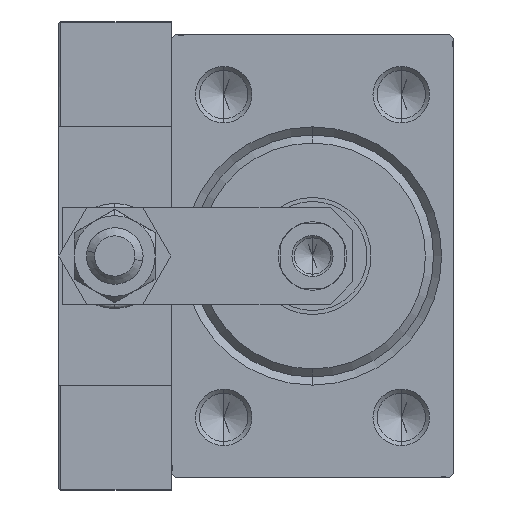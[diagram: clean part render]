
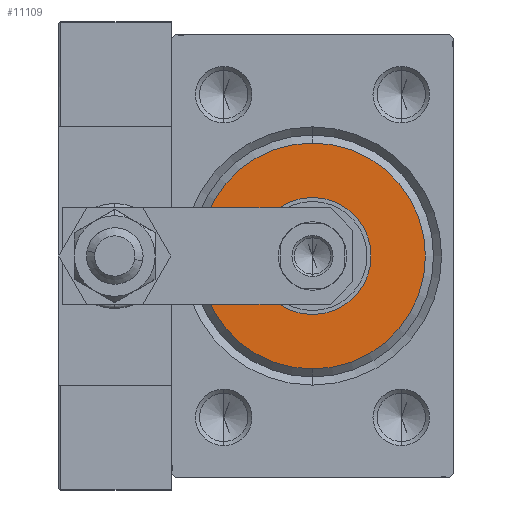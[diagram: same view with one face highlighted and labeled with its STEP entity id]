
A CAD part, left-side view. The second image highlights one B-rep face of the part: STEP entity #11109.
In plain terms, the highlighted face is planar.
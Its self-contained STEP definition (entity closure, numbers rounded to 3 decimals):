
#72 = ORIENTED_EDGE ( 'NONE', *, *, #40596, .F. ) ;
#839 = DIRECTION ( 'NONE',  ( 0., 0., -1. ) ) ;
#959 = EDGE_CURVE ( 'NONE', #6326, #30860, #51129, .T. ) ;
#1281 = CIRCLE ( 'NONE', #43054, 14. ) ;
#3205 = CIRCLE ( 'NONE', #35743, 14. ) ;
#3628 = ORIENTED_EDGE ( 'NONE', *, *, #50082, .T. ) ;
#4263 = DIRECTION ( 'NONE',  ( 1., 0., 0. ) ) ;
#4560 = ORIENTED_EDGE ( 'NONE', *, *, #959, .F. ) ;
#6326 = VERTEX_POINT ( 'NONE', #25846 ) ;
#8394 = DIRECTION ( 'NONE',  ( 0., 0., -1. ) ) ;
#11109 = ADVANCED_FACE ( 'NONE', ( #24023, #47321 ), #23266, .T. ) ;
#13198 = CARTESIAN_POINT ( 'NONE',  ( 3., 0., 0. ) ) ;
#14173 = CIRCLE ( 'NONE', #49256, 7.25 ) ;
#15475 = CARTESIAN_POINT ( 'NONE',  ( 3., 0., 0. ) ) ;
#15670 = CARTESIAN_POINT ( 'NONE',  ( 3., 0., 0. ) ) ;
#17056 = CARTESIAN_POINT ( 'NONE',  ( 3., 0., 0. ) ) ;
#23266 = PLANE ( 'NONE',  #41390 ) ;
#23924 = ORIENTED_EDGE ( 'NONE', *, *, #32784, .T. ) ;
#24023 = FACE_OUTER_BOUND ( 'NONE', #43547, .T. ) ;
#25598 = EDGE_LOOP ( 'NONE', ( #4560, #72 ) ) ;
#25846 = CARTESIAN_POINT ( 'NONE',  ( 3., 0., -7.25 ) ) ;
#26313 = VERTEX_POINT ( 'NONE', #29240 ) ;
#29240 = CARTESIAN_POINT ( 'NONE',  ( 3., 0., 14. ) ) ;
#30192 = CARTESIAN_POINT ( 'NONE',  ( 3., 0., 7.25 ) ) ;
#30860 = VERTEX_POINT ( 'NONE', #30192 ) ;
#31611 = DIRECTION ( 'NONE',  ( 1., 0., 0. ) ) ;
#32784 = EDGE_CURVE ( 'NONE', #38161, #26313, #3205, .T. ) ;
#34714 = DIRECTION ( 'NONE',  ( 1., 0., 0. ) ) ;
#35235 = CARTESIAN_POINT ( 'NONE',  ( 3., 0., 0. ) ) ;
#35351 = DIRECTION ( 'NONE',  ( 1., 0., 0. ) ) ;
#35743 = AXIS2_PLACEMENT_3D ( 'NONE', #13198, #44091, #43834 ) ;
#38161 = VERTEX_POINT ( 'NONE', #51030 ) ;
#40596 = EDGE_CURVE ( 'NONE', #30860, #6326, #14173, .T. ) ;
#41390 = AXIS2_PLACEMENT_3D ( 'NONE', #15670, #31611, #47573 ) ;
#43054 = AXIS2_PLACEMENT_3D ( 'NONE', #15475, #35351, #8394 ) ;
#43547 = EDGE_LOOP ( 'NONE', ( #3628, #23924 ) ) ;
#43834 = DIRECTION ( 'NONE',  ( 0., 0., -1. ) ) ;
#44091 = DIRECTION ( 'NONE',  ( 1., 0., 0. ) ) ;
#45308 = AXIS2_PLACEMENT_3D ( 'NONE', #17056, #4263, #839 ) ;
#47321 = FACE_BOUND ( 'NONE', #25598, .T. ) ;
#47573 = DIRECTION ( 'NONE',  ( 0., 0., -1. ) ) ;
#47774 = DIRECTION ( 'NONE',  ( 0., 0., -1. ) ) ;
#49256 = AXIS2_PLACEMENT_3D ( 'NONE', #35235, #34714, #47774 ) ;
#50082 = EDGE_CURVE ( 'NONE', #26313, #38161, #1281, .T. ) ;
#51030 = CARTESIAN_POINT ( 'NONE',  ( 3., 0., -14. ) ) ;
#51129 = CIRCLE ( 'NONE', #45308, 7.25 ) ;
